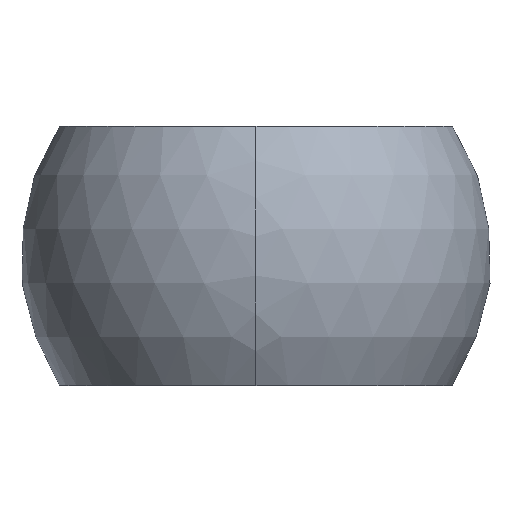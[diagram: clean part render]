
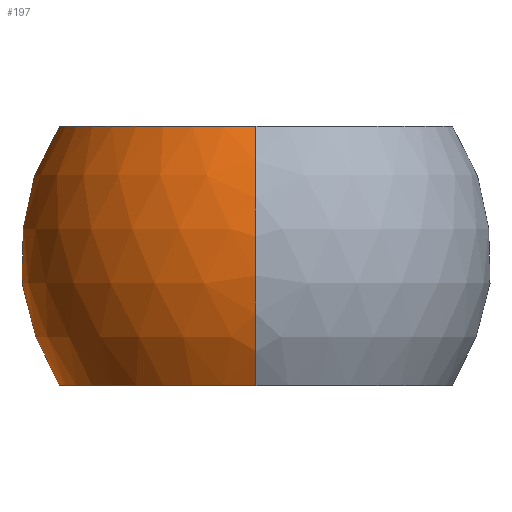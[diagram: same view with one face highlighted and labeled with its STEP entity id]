
A CAD part, left-side view. The second image highlights one B-rep face of the part: STEP entity #197.
In plain terms, the highlighted spherical face has radius 20 mm.
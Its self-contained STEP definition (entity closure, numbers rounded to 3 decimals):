
#141=EDGE_CURVE('',#275,#237,#333,.T.);
#187=EDGE_CURVE('',#237,#269,#384,.T.);
#197=ADVANCED_FACE('',(#396),#397,.T.);
#199=VERTEX_POINT('',#399);
#201=EDGE_CURVE('',#269,#199,#401,.T.);
#237=VERTEX_POINT('',#441);
#249=EDGE_CURVE('',#199,#275,#453,.T.);
#269=VERTEX_POINT('',#476);
#275=VERTEX_POINT('',#482);
#333=CIRCLE('',#587,20.0);
#384=CIRCLE('',#744,16.703);
#396=FACE_OUTER_BOUND('',#757,.T.);
#397=SPHERICAL_SURFACE('',#758,20.0);
#399=CARTESIAN_POINT('',(12.954,10.545,11.0));
#401=CIRCLE('',#763,15.238);
#441=CARTESIAN_POINT('',(-16.703,0.,-11.0));
#453=CIRCLE('',#877,16.703);
#476=CARTESIAN_POINT('',(12.954,10.545,-11.0));
#482=CARTESIAN_POINT('',(-16.703,0.,11.0));
#587=AXIS2_PLACEMENT_3D('',#977,#978,#979);
#744=AXIS2_PLACEMENT_3D('',#1033,#1034,#1035);
#757=EDGE_LOOP('',(#1056,#1057,#1058,#1059));
#758=AXIS2_PLACEMENT_3D('',#1060,#1061,#1062);
#763=AXIS2_PLACEMENT_3D('',#1063,#1064,#1065);
#877=AXIS2_PLACEMENT_3D('',#1112,#1113,#1114);
#977=CARTESIAN_POINT('',(0.0,0.0,0.0));
#978=DIRECTION('',(0.,-1.0,0.0));
#979=DIRECTION('',(0.0,0.0,1.0));
#1033=CARTESIAN_POINT('',(0.0,0.0,-11.0));
#1034=DIRECTION('',(-0.0,-0.0,-1.0));
#1035=DIRECTION('',(0.0,-1.0,0.0));
#1056=ORIENTED_EDGE('',*,*,#141,.F.);
#1057=ORIENTED_EDGE('',*,*,#249,.F.);
#1058=ORIENTED_EDGE('',*,*,#201,.F.);
#1059=ORIENTED_EDGE('',*,*,#187,.F.);
#1060=CARTESIAN_POINT('',(0.0,0.0,0.0));
#1061=DIRECTION('',(0.0,0.0,1.0));
#1062=DIRECTION('',(1.0,0.0,0.0));
#1063=CARTESIAN_POINT('',(12.954,0.0,0.0));
#1064=DIRECTION('',(1.0,0.0,0.0));
#1065=DIRECTION('',(0.0,1.0,0.0));
#1112=CARTESIAN_POINT('',(0.0,0.0,11.0));
#1113=DIRECTION('',(0.0,-0.0,1.0));
#1114=DIRECTION('',(0.0,1.0,0.0));
